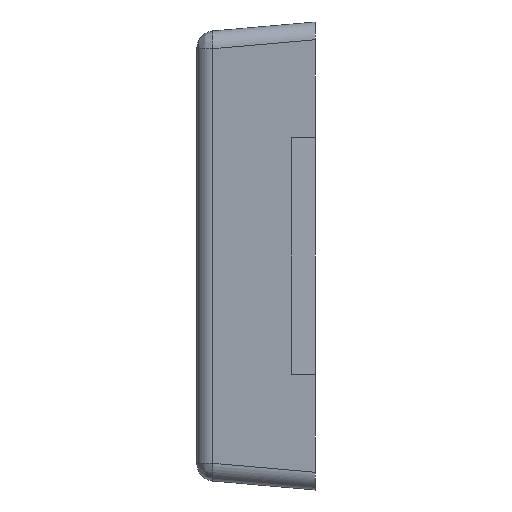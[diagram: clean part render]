
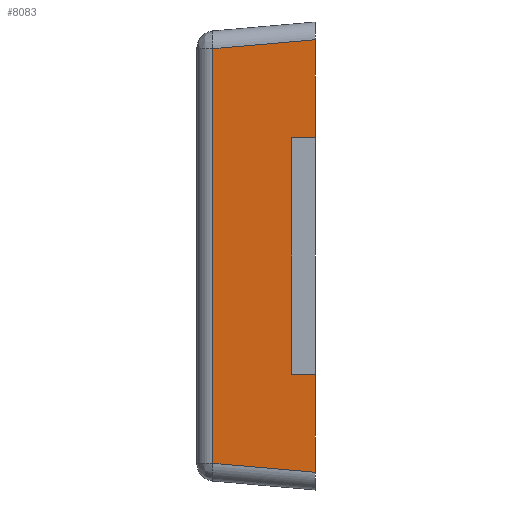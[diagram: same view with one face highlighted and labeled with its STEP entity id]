
A CAD part, left-side view. The second image highlights one B-rep face of the part: STEP entity #8083.
In plain terms, the highlighted planar face has unit normal (-0.996, 0.087, 0).
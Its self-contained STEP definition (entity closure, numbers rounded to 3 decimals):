
#104 = ORIENTED_EDGE ( 'NONE', *, *, #5359, .T. ) ;
#193 = ORIENTED_EDGE ( 'NONE', *, *, #2377, .T. ) ;
#202 = EDGE_LOOP ( 'NONE', ( #6894, #8404, #193, #1685, #595, #104, #2205, #4822 ) ) ;
#361 = EDGE_CURVE ( 'NONE', #7040, #7661, #4361, .T. ) ;
#595 = ORIENTED_EDGE ( 'NONE', *, *, #6435, .T. ) ;
#698 = VERTEX_POINT ( 'NONE', #1160 ) ;
#718 = VECTOR ( 'NONE', #1488, 1000. ) ;
#866 = VERTEX_POINT ( 'NONE', #5575 ) ;
#917 = DIRECTION ( 'NONE',  ( -0.087, -0.996, 0. ) ) ;
#1160 = CARTESIAN_POINT ( 'NONE',  ( -2.3, 0., 1.826 ) ) ;
#1171 = VECTOR ( 'NONE', #3935, 1000. ) ;
#1272 = LINE ( 'NONE', #5220, #6761 ) ;
#1331 = VERTEX_POINT ( 'NONE', #6628 ) ;
#1445 = VERTEX_POINT ( 'NONE', #7101 ) ;
#1488 = DIRECTION ( 'NONE',  ( 0., 0., 1. ) ) ;
#1575 = DIRECTION ( 'NONE',  ( 0., 0., 1. ) ) ;
#1587 = CARTESIAN_POINT ( 'NONE',  ( -2.283, 0.2, 1. ) ) ;
#1685 = ORIENTED_EDGE ( 'NONE', *, *, #3927, .T. ) ;
#2100 = PLANE ( 'NONE',  #4999 ) ;
#2129 = LINE ( 'NONE', #4760, #718 ) ;
#2205 = ORIENTED_EDGE ( 'NONE', *, *, #3118, .F. ) ;
#2271 = CARTESIAN_POINT ( 'NONE',  ( -2.224, 0.863, 1.75 ) ) ;
#2377 = EDGE_CURVE ( 'NONE', #1445, #866, #5003, .T. ) ;
#3026 = CARTESIAN_POINT ( 'NONE',  ( -2.3, 0., -1.975 ) ) ;
#3118 = EDGE_CURVE ( 'NONE', #1331, #8891, #8191, .T. ) ;
#3563 = CARTESIAN_POINT ( 'NONE',  ( -2.3, 0., -1.975 ) ) ;
#3927 = EDGE_CURVE ( 'NONE', #866, #8010, #6506, .T. ) ;
#3935 = DIRECTION ( 'NONE',  ( -0.087, -0.992, -0.087 ) ) ;
#3998 = CARTESIAN_POINT ( 'NONE',  ( -2.3, 0., -1. ) ) ;
#4119 = DIRECTION ( 'NONE',  ( 0., 0., 1. ) ) ;
#4161 = CARTESIAN_POINT ( 'NONE',  ( -2.3, 0., 1. ) ) ;
#4207 = CARTESIAN_POINT ( 'NONE',  ( -2.224, 0.863, 0. ) ) ;
#4332 = VECTOR ( 'NONE', #5184, 1000. ) ;
#4361 = LINE ( 'NONE', #3026, #5233 ) ;
#4391 = VECTOR ( 'NONE', #7709, 1000. ) ;
#4605 = LINE ( 'NONE', #8857, #1171 ) ;
#4760 = CARTESIAN_POINT ( 'NONE',  ( -2.3, 0., -1.975 ) ) ;
#4822 = ORIENTED_EDGE ( 'NONE', *, *, #5234, .T. ) ;
#4999 = AXIS2_PLACEMENT_3D ( 'NONE', #3563, #6489, #917 ) ;
#5003 = LINE ( 'NONE', #1587, #5840 ) ;
#5184 = DIRECTION ( 'NONE',  ( 0.087, 0.992, -0.087 ) ) ;
#5220 = CARTESIAN_POINT ( 'NONE',  ( -2.3, 0., -1. ) ) ;
#5233 = VECTOR ( 'NONE', #1575, 1000. ) ;
#5234 = EDGE_CURVE ( 'NONE', #1331, #7040, #4605, .T. ) ;
#5359 = EDGE_CURVE ( 'NONE', #698, #8891, #7396, .T. ) ;
#5575 = CARTESIAN_POINT ( 'NONE',  ( -2.283, 0.2, 1. ) ) ;
#5600 = FACE_OUTER_BOUND ( 'NONE', #202, .T. ) ;
#5840 = VECTOR ( 'NONE', #6486, 1000. ) ;
#6435 = EDGE_CURVE ( 'NONE', #8010, #698, #2129, .T. ) ;
#6486 = DIRECTION ( 'NONE',  ( 0., 0., 1. ) ) ;
#6489 = DIRECTION ( 'NONE',  ( -0.996, 0.087, 0. ) ) ;
#6506 = LINE ( 'NONE', #7797, #4391 ) ;
#6628 = CARTESIAN_POINT ( 'NONE',  ( -2.224, 0.863, -1.75 ) ) ;
#6761 = VECTOR ( 'NONE', #7113, 1000. ) ;
#6894 = ORIENTED_EDGE ( 'NONE', *, *, #361, .T. ) ;
#6987 = VECTOR ( 'NONE', #4119, 1000. ) ;
#7040 = VERTEX_POINT ( 'NONE', #7184 ) ;
#7101 = CARTESIAN_POINT ( 'NONE',  ( -2.283, 0.2, -1. ) ) ;
#7113 = DIRECTION ( 'NONE',  ( 0.087, 0.996, 0. ) ) ;
#7184 = CARTESIAN_POINT ( 'NONE',  ( -2.3, 0., -1.826 ) ) ;
#7346 = CARTESIAN_POINT ( 'NONE',  ( -2.3, 0., 1.826 ) ) ;
#7396 = LINE ( 'NONE', #7346, #4332 ) ;
#7661 = VERTEX_POINT ( 'NONE', #3998 ) ;
#7709 = DIRECTION ( 'NONE',  ( -0.087, -0.996, 0. ) ) ;
#7797 = CARTESIAN_POINT ( 'NONE',  ( -2.3, 0., 1. ) ) ;
#8010 = VERTEX_POINT ( 'NONE', #4161 ) ;
#8083 = ADVANCED_FACE ( 'NONE', ( #5600 ), #2100, .T. ) ;
#8191 = LINE ( 'NONE', #4207, #6987 ) ;
#8292 = EDGE_CURVE ( 'NONE', #7661, #1445, #1272, .T. ) ;
#8404 = ORIENTED_EDGE ( 'NONE', *, *, #8292, .T. ) ;
#8857 = CARTESIAN_POINT ( 'NONE',  ( -2.224, 0.863, -1.75 ) ) ;
#8891 = VERTEX_POINT ( 'NONE', #2271 ) ;
